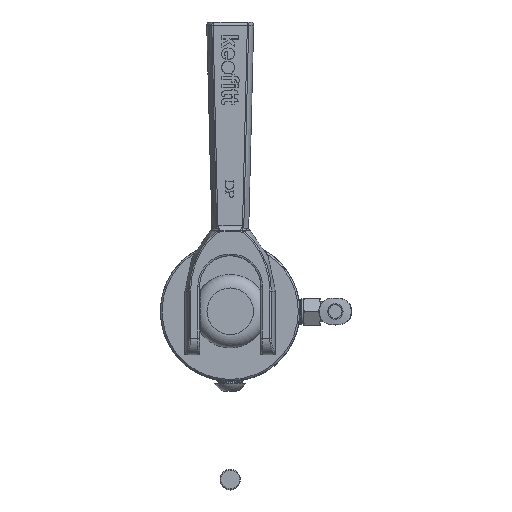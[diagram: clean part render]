
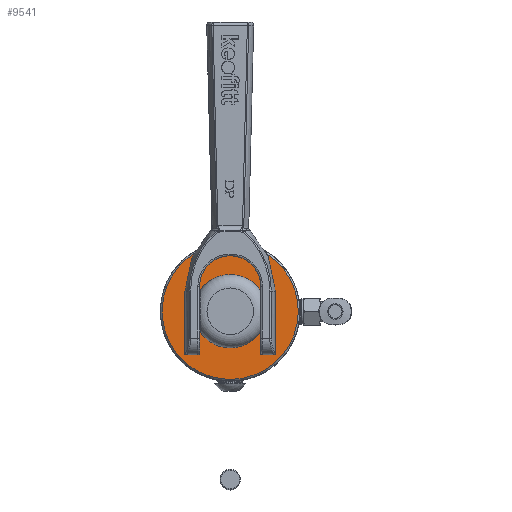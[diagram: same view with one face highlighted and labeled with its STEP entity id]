
A CAD part, top view. The second image highlights one B-rep face of the part: STEP entity #9541.
In plain terms, the highlighted planar face has unit normal (0, 0, 1).
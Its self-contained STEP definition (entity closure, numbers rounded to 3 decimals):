
#168=FACE_BOUND('',#1856,.T.);
#866=PLANE('',#10049);
#1296=FACE_OUTER_BOUND('',#1855,.T.);
#1855=EDGE_LOOP('',(#7847,#7848,#7849,#7850,#7851,#7852,#7853,#7854,#7855,
#7856,#7857));
#1856=EDGE_LOOP('',(#7858,#7859,#7860,#7861));
#2565=LINE('',#16832,#3246);
#2567=LINE('',#16838,#3248);
#2568=LINE('',#16939,#3249);
#2571=LINE('',#16945,#3252);
#2579=LINE('',#16997,#3260);
#2582=LINE('',#17004,#3263);
#2589=LINE('',#17386,#3270);
#2590=LINE('',#17390,#3271);
#3246=VECTOR('',#11441,10.);
#3248=VECTOR('',#11447,10.);
#3249=VECTOR('',#11464,10.);
#3252=VECTOR('',#11471,10.);
#3260=VECTOR('',#11539,10.);
#3263=VECTOR('',#11546,10.);
#3270=VECTOR('',#11613,10.);
#3271=VECTOR('',#11616,10.);
#3419=CIRCLE('',#9929,23.279);
#3426=CIRCLE('',#9940,23.279);
#3482=CIRCLE('',#10024,9.6);
#3493=CIRCLE('',#10050,20.25);
#3494=CIRCLE('',#10051,20.25);
#3495=CIRCLE('',#10052,10.5);
#3496=CIRCLE('',#10053,10.5);
#3662=VERTEX_POINT('',#12379);
#3663=VERTEX_POINT('',#12380);
#4211=VERTEX_POINT('',#16125);
#4224=VERTEX_POINT('',#16364);
#4257=VERTEX_POINT('',#16758);
#4266=VERTEX_POINT('',#16836);
#4273=VERTEX_POINT('',#16929);
#4274=VERTEX_POINT('',#16938);
#4289=VERTEX_POINT('',#16995);
#4290=VERTEX_POINT('',#17000);
#4304=VERTEX_POINT('',#17381);
#4305=VERTEX_POINT('',#17384);
#4306=VERTEX_POINT('',#17385);
#4307=VERTEX_POINT('',#17387);
#4308=VERTEX_POINT('',#17389);
#5346=EDGE_CURVE('',#4211,#3663,#3419,.T.);
#5368=EDGE_CURVE('',#3662,#4224,#3426,.T.);
#5433=EDGE_CURVE('',#4211,#4257,#2565,.T.);
#5436=EDGE_CURVE('',#4266,#4257,#2567,.T.);
#5447=EDGE_CURVE('',#4273,#4274,#2568,.T.);
#5451=EDGE_CURVE('',#4273,#4224,#2571,.T.);
#5478=EDGE_CURVE('',#4266,#4289,#2579,.T.);
#5482=EDGE_CURVE('',#4274,#4290,#2582,.T.);
#5484=EDGE_CURVE('',#4289,#4290,#3482,.T.);
#5517=EDGE_CURVE('',#4304,#3662,#3493,.T.);
#5518=EDGE_CURVE('',#3663,#4304,#3494,.T.);
#5519=EDGE_CURVE('',#4305,#4306,#2589,.T.);
#5520=EDGE_CURVE('',#4307,#4306,#3495,.T.);
#5521=EDGE_CURVE('',#4307,#4308,#2590,.T.);
#5522=EDGE_CURVE('',#4305,#4308,#3496,.T.);
#7847=ORIENTED_EDGE('',*,*,#5346,.F.);
#7848=ORIENTED_EDGE('',*,*,#5433,.T.);
#7849=ORIENTED_EDGE('',*,*,#5436,.F.);
#7850=ORIENTED_EDGE('',*,*,#5478,.T.);
#7851=ORIENTED_EDGE('',*,*,#5484,.T.);
#7852=ORIENTED_EDGE('',*,*,#5482,.F.);
#7853=ORIENTED_EDGE('',*,*,#5447,.F.);
#7854=ORIENTED_EDGE('',*,*,#5451,.T.);
#7855=ORIENTED_EDGE('',*,*,#5368,.F.);
#7856=ORIENTED_EDGE('',*,*,#5517,.F.);
#7857=ORIENTED_EDGE('',*,*,#5518,.F.);
#7858=ORIENTED_EDGE('',*,*,#5519,.T.);
#7859=ORIENTED_EDGE('',*,*,#5520,.F.);
#7860=ORIENTED_EDGE('',*,*,#5521,.T.);
#7861=ORIENTED_EDGE('',*,*,#5522,.F.);
#9541=ADVANCED_FACE('',(#1296,#168),#866,.T.);
#9929=AXIS2_PLACEMENT_3D('',#16127,#11328,#11329);
#9940=AXIS2_PLACEMENT_3D('',#16365,#11351,#11352);
#10024=AXIS2_PLACEMENT_3D('',#17007,#11551,#11552);
#10049=AXIS2_PLACEMENT_3D('',#17380,#11607,#11608);
#10050=AXIS2_PLACEMENT_3D('',#17382,#11609,#11610);
#10051=AXIS2_PLACEMENT_3D('',#17383,#11611,#11612);
#10052=AXIS2_PLACEMENT_3D('',#17388,#11614,#11615);
#10053=AXIS2_PLACEMENT_3D('',#17391,#11617,#11618);
#11328=DIRECTION('center_axis',(0.,0.,
1.));
#11329=DIRECTION('ref_axis',(-1.,0.,0.));
#11351=DIRECTION('center_axis',(0.,0.,
1.));
#11352=DIRECTION('ref_axis',(-1.,0.,0.));
#11441=DIRECTION('',(0.,-1.,0.));
#11447=DIRECTION('',(1.,0.,0.));
#11464=DIRECTION('',(1.,0.,0.));
#11471=DIRECTION('',(0.,1.,0.));
#11539=DIRECTION('',(0.,1.,0.));
#11546=DIRECTION('',(0.,1.,0.));
#11551=DIRECTION('center_axis',(0.,0.,
1.));
#11552=DIRECTION('ref_axis',(-1.,0.,0.));
#11607=DIRECTION('center_axis',(0.,0.,
1.));
#11608=DIRECTION('ref_axis',(0.26,-0.966,0.));
#11609=DIRECTION('center_axis',(0.,0.,
-1.));
#11610=DIRECTION('ref_axis',(0.26,-0.966,0.));
#11611=DIRECTION('center_axis',(0.,0.,
-1.));
#11612=DIRECTION('ref_axis',(0.26,-0.966,0.));
#11613=DIRECTION('',(0.,1.,0.));
#11614=DIRECTION('center_axis',(0.,0.,
1.));
#11615=DIRECTION('ref_axis',(0.,1.,0.));
#11616=DIRECTION('',(0.,-1.,0.));
#11617=DIRECTION('center_axis',(0.,0.,
1.));
#11618=DIRECTION('ref_axis',(0.,-1.,0.));
#12379=CARTESIAN_POINT('',(-8.101,18.559,78.2));
#12380=CARTESIAN_POINT('',(8.101,18.559,78.2));
#16125=CARTESIAN_POINT('',(11.779,6.,78.2));
#16127=CARTESIAN_POINT('Origin',(-11.5,6.,78.2));
#16364=CARTESIAN_POINT('',(-11.779,6.,78.2));
#16365=CARTESIAN_POINT('Origin',(11.5,6.,78.2));
#16758=CARTESIAN_POINT('',(11.779,-8.,78.2));
#16832=CARTESIAN_POINT('',(11.779,-13.,78.2));
#16836=CARTESIAN_POINT('',(9.6,-8.,78.2));
#16838=CARTESIAN_POINT('',(0.,-8.,78.2));
#16929=CARTESIAN_POINT('',(-11.779,-8.,78.2));
#16938=CARTESIAN_POINT('',(-9.6,-8.,78.2));
#16939=CARTESIAN_POINT('',(0.,-8.,78.2));
#16945=CARTESIAN_POINT('',(-11.779,-13.,78.2));
#16995=CARTESIAN_POINT('',(9.6,7.4,78.2));
#16997=CARTESIAN_POINT('',(9.6,7.027,78.2));
#17000=CARTESIAN_POINT('',(-9.6,7.4,78.2));
#17004=CARTESIAN_POINT('',(-9.6,7.027,78.2));
#17007=CARTESIAN_POINT('Origin',(0.,7.4,78.2));
#17380=CARTESIAN_POINT('Origin',(19.553,5.266,78.2));
#17381=CARTESIAN_POINT('',(-19.553,-5.266,78.2));
#17382=CARTESIAN_POINT('Origin',(0.,0.,
78.2));
#17383=CARTESIAN_POINT('Origin',(0.,0.,
78.2));
#17384=CARTESIAN_POINT('',(-8.95,-5.491,78.2));
#17385=CARTESIAN_POINT('',(-8.95,5.491,78.2));
#17386=CARTESIAN_POINT('',(-8.95,0.,78.2));
#17387=CARTESIAN_POINT('',(8.95,5.491,78.2));
#17388=CARTESIAN_POINT('Origin',(0.,0.,78.2));
#17389=CARTESIAN_POINT('',(8.95,-5.491,78.2));
#17390=CARTESIAN_POINT('',(8.95,0.,78.2));
#17391=CARTESIAN_POINT('Origin',(0.,0.,78.2));
